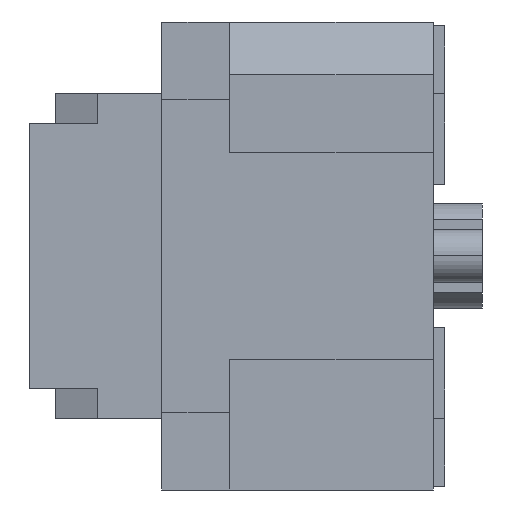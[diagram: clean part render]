
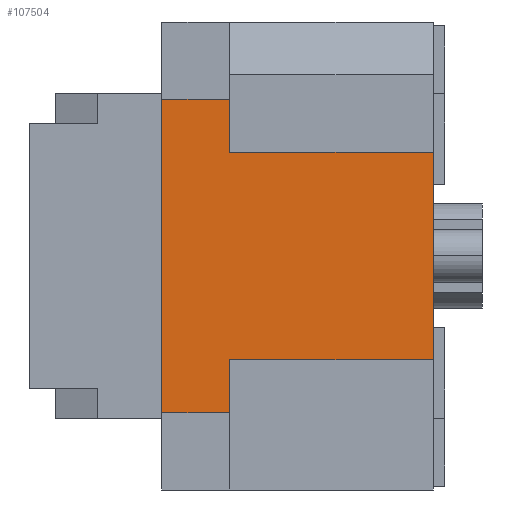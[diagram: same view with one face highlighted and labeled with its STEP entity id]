
A CAD part, left-side view. The second image highlights one B-rep face of the part: STEP entity #107504.
In plain terms, the highlighted planar face has unit normal (-1, 0, 0).
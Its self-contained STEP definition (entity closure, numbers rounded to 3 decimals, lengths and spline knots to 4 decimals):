
#32448=DIRECTION('',(0.,0.,1.));
#32449=VECTOR('',#32448,4.15);
#32450=CARTESIAN_POINT('',(-17.7,-1.75,-2.075));
#32451=LINE('',#32450,#32449);
#32554=DIRECTION('',(0.,0.,-1.));
#32555=VECTOR('',#32554,0.7);
#32556=CARTESIAN_POINT('',(-17.7,-2.65,2.075));
#32557=LINE('',#32556,#32555);
#32558=DIRECTION('',(0.,-1.,0.));
#32559=VECTOR('',#32558,2.7);
#32560=CARTESIAN_POINT('',(-17.7,-2.65,1.375));
#32561=LINE('',#32560,#32559);
#32562=DIRECTION('',(0.,0.,-1.));
#32563=VECTOR('',#32562,2.75);
#32564=CARTESIAN_POINT('',(-17.7,-5.35,1.375));
#32565=LINE('',#32564,#32563);
#32570=DIRECTION('',(0.,1.,0.));
#32571=VECTOR('',#32570,2.7);
#32572=CARTESIAN_POINT('',(-17.7,-5.35,-1.375));
#32573=LINE('',#32572,#32571);
#32642=DIRECTION('',(0.,-1.,0.));
#32643=VECTOR('',#32642,0.9);
#32644=CARTESIAN_POINT('',(-17.7,-1.75,-2.075));
#32645=LINE('',#32644,#32643);
#32654=DIRECTION('',(0.,0.,-1.));
#32655=VECTOR('',#32654,0.7);
#32656=CARTESIAN_POINT('',(-17.7,-2.65,-1.375));
#32657=LINE('',#32656,#32655);
#32670=DIRECTION('',(0.,-1.,0.));
#32671=VECTOR('',#32670,0.9);
#32672=CARTESIAN_POINT('',(-17.7,-1.75,2.075));
#32673=LINE('',#32672,#32671);
#54297=CARTESIAN_POINT('',(-17.7,-5.35,1.375));
#54298=VERTEX_POINT('',#54297);
#54299=CARTESIAN_POINT('',(-17.7,-5.35,-1.375));
#54300=VERTEX_POINT('',#54299);
#54321=CARTESIAN_POINT('',(-17.7,-2.65,1.375));
#54322=VERTEX_POINT('',#54321);
#54323=CARTESIAN_POINT('',(-17.7,-2.65,2.075));
#54324=VERTEX_POINT('',#54323);
#54329=CARTESIAN_POINT('',(-17.7,-1.75,2.075));
#54330=VERTEX_POINT('',#54329);
#54331=CARTESIAN_POINT('',(-17.7,-1.75,-2.075));
#54332=VERTEX_POINT('',#54331);
#54333=CARTESIAN_POINT('',(-17.7,-2.65,-2.075));
#54334=VERTEX_POINT('',#54333);
#54335=CARTESIAN_POINT('',(-17.7,-2.65,-1.375));
#54336=VERTEX_POINT('',#54335);
#107485=CARTESIAN_POINT('',(-17.7,-3.55,0.));
#107486=DIRECTION('',(1.,0.,0.));
#107487=DIRECTION('',(0.,0.,-1.));
#107488=AXIS2_PLACEMENT_3D('',#107485,#107486,#107487);
#107489=PLANE('',#107488);
#107490=ORIENTED_EDGE('',*,*,#107448,.T.);
#107491=ORIENTED_EDGE('',*,*,#107478,.T.);
#107492=ORIENTED_EDGE('',*,*,#107408,.T.);
#107494=ORIENTED_EDGE('',*,*,#107493,.T.);
#107496=ORIENTED_EDGE('',*,*,#107495,.T.);
#107498=ORIENTED_EDGE('',*,*,#107497,.F.);
#107499=ORIENTED_EDGE('',*,*,#107321,.T.);
#107501=ORIENTED_EDGE('',*,*,#107500,.T.);
#107502=EDGE_LOOP('',(#107490,#107491,#107492,#107494,#107496,#107498,#107499,
#107501));
#107503=FACE_OUTER_BOUND('',#107502,.F.);
#107321=EDGE_CURVE('',#54332,#54330,#32451,.T.);
#107408=EDGE_CURVE('',#54298,#54300,#32565,.T.);
#107448=EDGE_CURVE('',#54324,#54322,#32557,.T.);
#107478=EDGE_CURVE('',#54322,#54298,#32561,.T.);
#107493=EDGE_CURVE('',#54300,#54336,#32573,.T.);
#107495=EDGE_CURVE('',#54336,#54334,#32657,.T.);
#107497=EDGE_CURVE('',#54332,#54334,#32645,.T.);
#107500=EDGE_CURVE('',#54330,#54324,#32673,.T.);
#107504=ADVANCED_FACE('',(#107503),#107489,.F.);
